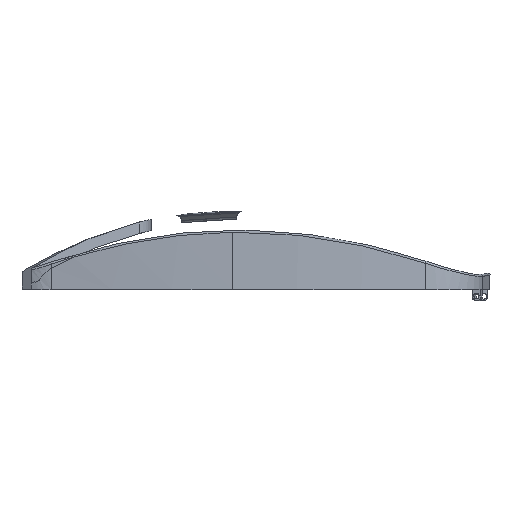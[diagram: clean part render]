
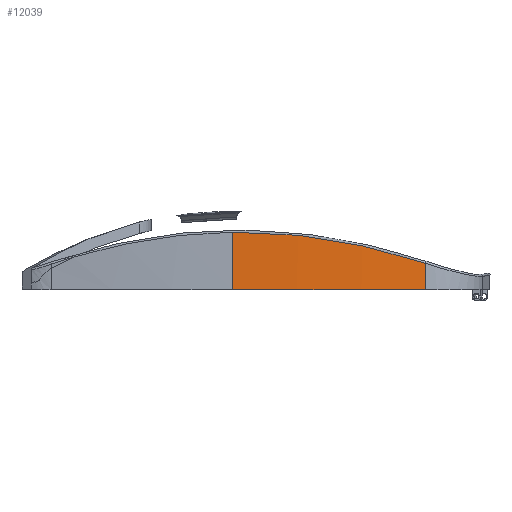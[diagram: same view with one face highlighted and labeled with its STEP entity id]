
A CAD part, left-side view. The second image highlights one B-rep face of the part: STEP entity #12039.
In plain terms, the highlighted cylindrical face has radius 1299.91 mm (diameter 2599.82 mm), a partial arc.
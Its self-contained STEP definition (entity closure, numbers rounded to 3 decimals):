
#929=CARTESIAN_POINT('',(-123.999,226.597,180.094));
#930=VERTEX_POINT('',#929);
#931=CARTESIAN_POINT('',(-123.999,226.597,231.3));
#932=VERTEX_POINT('',#931);
#933=CARTESIAN_POINT('',(-123.999,226.597,180.094));
#934=DIRECTION('',(-0.,-0.,1.));
#935=VECTOR('',#934,51.206);
#936=LINE('',#933,#935);
#937=EDGE_CURVE('',#930,#932,#936,.T.);
#4092=CARTESIAN_POINT('',(-112.534,54.332,203.579));
#4093=VERTEX_POINT('',#4092);
#4140=CARTESIAN_POINT('',(-112.534,54.332,180.094));
#4141=VERTEX_POINT('',#4140);
#4142=CARTESIAN_POINT('',(-112.534,54.332,180.094));
#4143=DIRECTION('',(-0.,-0.,1.));
#4144=VECTOR('',#4143,23.485);
#4145=LINE('',#4142,#4144);
#4146=EDGE_CURVE('',#4141,#4093,#4145,.T.);
#4368=CARTESIAN_POINT('',(1175.913,226.597,180.094));
#4369=DIRECTION('',(0.,0.,-1.));
#4370=DIRECTION('',(-1.,0.,0.));
#4371=AXIS2_PLACEMENT_3D('',#4368,#4369,#4370);
#4372=CIRCLE('',#4371,1299.912);
#4373=EDGE_CURVE('',#4141,#930,#4372,.T.);
#10268=CARTESIAN_POINT('',(-112.534,54.332,203.579));
#10269=CARTESIAN_POINT('',(-114.22,66.94,207.752));
#10270=CARTESIAN_POINT('',(-115.729,79.634,211.498));
#10271=CARTESIAN_POINT('',(-117.056,92.42,214.787));
#10272=CARTESIAN_POINT('',(-118.383,105.206,218.076));
#10273=CARTESIAN_POINT('',(-119.527,118.084,220.91));
#10274=CARTESIAN_POINT('',(-120.484,131.06,223.257));
#10275=CARTESIAN_POINT('',(-121.44,144.036,225.604));
#10276=CARTESIAN_POINT('',(-122.208,157.109,227.465));
#10277=CARTESIAN_POINT('',(-122.779,170.286,228.806));
#10278=CARTESIAN_POINT('',(-123.35,183.463,230.148));
#10279=CARTESIAN_POINT('',(-123.725,196.744,230.97));
#10280=CARTESIAN_POINT('',(-123.895,210.135,231.243));
#10281=CARTESIAN_POINT('',(-123.937,213.482,231.311));
#10282=CARTESIAN_POINT('',(-123.967,216.839,231.345));
#10283=CARTESIAN_POINT('',(-123.983,220.19,231.344));
#10284=CARTESIAN_POINT('',(-124.,223.542,231.343));
#10285=CARTESIAN_POINT('',(-124.003,226.89,231.308));
#10286=CARTESIAN_POINT('',(-123.994,230.235,231.238));
#10287=CARTESIAN_POINT('',(-123.975,236.926,231.098));
#10288=CARTESIAN_POINT('',(-123.905,243.604,230.821));
#10289=CARTESIAN_POINT('',(-123.784,250.271,230.408));
#10290=CARTESIAN_POINT('',(-123.541,263.604,229.583));
#10291=CARTESIAN_POINT('',(-123.093,276.89,228.215));
#10292=CARTESIAN_POINT('',(-122.446,290.13,226.324));
#10293=CARTESIAN_POINT('',(-122.284,293.44,225.852));
#10294=CARTESIAN_POINT('',(-122.109,296.747,225.346));
#10295=CARTESIAN_POINT('',(-121.922,300.052,224.809));
#10296=CARTESIAN_POINT('',(-121.735,303.356,224.271));
#10297=CARTESIAN_POINT('',(-121.536,306.654,223.702));
#10298=CARTESIAN_POINT('',(-121.324,309.943,223.101));
#10299=CARTESIAN_POINT('',(-120.902,316.519,221.901));
#10300=CARTESIAN_POINT('',(-120.431,323.06,220.579));
#10301=CARTESIAN_POINT('',(-119.914,329.568,219.138));
#10302=CARTESIAN_POINT('',(-118.88,342.582,216.257));
#10303=CARTESIAN_POINT('',(-117.66,355.462,212.906));
#10304=CARTESIAN_POINT('',(-116.262,368.216,209.122));
#10305=B_SPLINE_CURVE_WITH_KNOTS('',3,(#10268,#10269,#10270,#10271,#10272,#10273,#10274,#10275,#10276,#10277,#10278,#10279,#10280,#10281,#10282,#10283,#10284,#10285,#10286,#10287,#10288,#10289,#10290,#10291,#10292,#10293,
#10294,#10295,#10296,#10297,#10298,#10299,#10300,#10301,#10302,#10303,#10304),.UNSPECIFIED.,.F.,.F.,(4,3,3,3,3,3,3,3,3,3,3,3,4),(0.,0.04,0.079,0.119,0.158,0.168,0.178,0.198,0.238,0.248,0.257,0.277,0.317),.UNSPECIFIED.);
#10306=EDGE_CURVE('',#4093,#932,#10305,.T.);
#12014=CARTESIAN_POINT('',(1175.913,226.597,230.094));
#12015=DIRECTION('',(0.,0.,-1.));
#12016=DIRECTION('',(-1.,0.,0.));
#12017=AXIS2_PLACEMENT_3D('',#12014,#12015,#12016);
#12018=CYLINDRICAL_SURFACE('',#12017,1299.912);
#12019=ORIENTED_EDGE('',*,*,#937,.F.);
#12020=ORIENTED_EDGE('',*,*,#4373,.F.);
#12021=ORIENTED_EDGE('',*,*,#4146,.T.);
#12022=ORIENTED_EDGE('',*,*,#10306,.T.);
#12023=EDGE_LOOP('',(#12019,#12020,#12021,#12022));
#12024=FACE_BOUND('',#12023,.T.);
#12025=CARTESIAN_POINT('',(-116.262,84.977,209.122));
#12026=VERTEX_POINT('',#12025);
#12027=CARTESIAN_POINT('',(-116.28,85.143,209.2));
#12028=VERTEX_POINT('',#12027);
#12029=CARTESIAN_POINT('',(-116.262,84.977,209.122));
#12030=CARTESIAN_POINT('',(-116.268,85.033,209.148));
#12031=CARTESIAN_POINT('',(-116.274,85.088,209.174));
#12032=CARTESIAN_POINT('',(-116.28,85.143,209.2));
#12033=B_SPLINE_CURVE_WITH_KNOTS('',3,(#12029,#12030,#12031,#12032),.UNSPECIFIED.,.F.,.F.,(4,4),(0.,1.),.UNSPECIFIED.);
#12034=EDGE_CURVE('',#12026,#12028,#12033,.T.);
#12035=ORIENTED_EDGE('',*,*,#12034,.F.);
#12036=ORIENTED_EDGE('',*,*,#12034,.T.);
#12037=EDGE_LOOP('',(#12035,#12036));
#12038=FACE_BOUND('',#12037,.T.);
#12039=ADVANCED_FACE('',(#12024,#12038),#12018,.T.);
